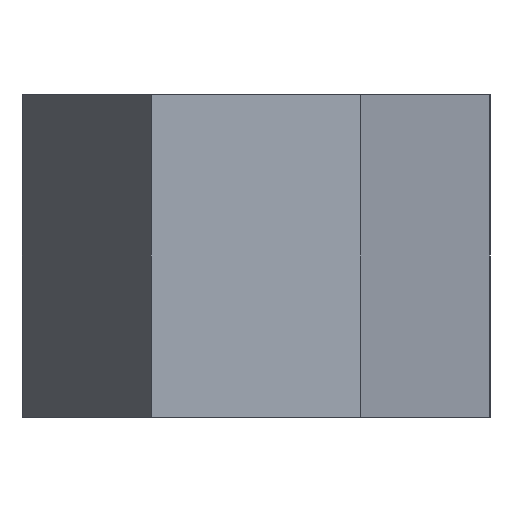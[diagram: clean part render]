
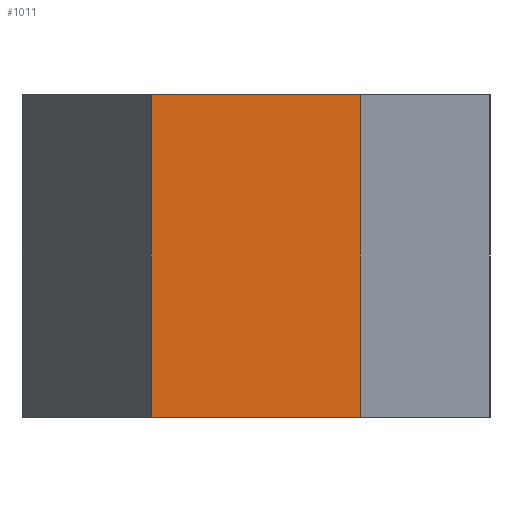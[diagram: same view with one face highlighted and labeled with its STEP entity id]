
A CAD part, left-side view. The second image highlights one B-rep face of the part: STEP entity #1011.
In plain terms, the highlighted planar face has unit normal (-1, 0, 0).
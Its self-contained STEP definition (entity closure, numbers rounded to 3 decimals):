
#651=EDGE_CURVE('',#1001,#1305,#1747,.T.);
#727=VERTEX_POINT('',#1827);
#975=VERTEX_POINT('',#2109);
#1001=VERTEX_POINT('',#2136);
#1011=ADVANCED_FACE('',(#2146),#2147,.T.);
#1107=EDGE_CURVE('',#975,#1305,#2260,.T.);
#1305=VERTEX_POINT('',#2484);
#1505=EDGE_CURVE('',#727,#1001,#2709,.T.);
#1595=EDGE_CURVE('',#975,#727,#2810,.T.);
#1747=LINE('',#2988,#2989);
#1827=CARTESIAN_POINT('',(-10.0,6.5,20.0));
#2109=CARTESIAN_POINT('',(-10.0,-6.5,20.0));
#2136=CARTESIAN_POINT('',(-10.0,6.5,0.0));
#2146=FACE_OUTER_BOUND('',#3502,.T.);
#2147=PLANE('',#3503);
#2260=LINE('',#3645,#3646);
#2484=CARTESIAN_POINT('',(-10.0,-6.5,0.0));
#2709=LINE('',#4236,#4237);
#2810=LINE('',#4369,#4370);
#2988=CARTESIAN_POINT('',(-10.0,-6.5,0.0));
#2989=VECTOR('',#4563,1.0);
#3502=EDGE_LOOP('',(#5062,#5063,#5064,#5065));
#3503=AXIS2_PLACEMENT_3D('',#5066,#5067,#5068);
#3645=CARTESIAN_POINT('',(-10.0,-6.5,20.0));
#3646=VECTOR('',#5238,1.0);
#4236=CARTESIAN_POINT('',(-10.0,6.5,20.0));
#4237=VECTOR('',#5877,1.0);
#4369=CARTESIAN_POINT('',(-10.0,-6.5,20.0));
#4370=VECTOR('',#6011,1.0);
#4563=DIRECTION('',(0.0,-1.0,0.0));
#5062=ORIENTED_EDGE('',*,*,#651,.T.);
#5063=ORIENTED_EDGE('',*,*,#1107,.F.);
#5064=ORIENTED_EDGE('',*,*,#1595,.T.);
#5065=ORIENTED_EDGE('',*,*,#1505,.T.);
#5066=CARTESIAN_POINT('',(-10.0,6.5,20.0));
#5067=DIRECTION('',(-1.0,0.0,0.0));
#5068=DIRECTION('',(0.0,0.0,-1.0));
#5238=DIRECTION('',(0.0,0.0,-1.0));
#5877=DIRECTION('',(0.0,0.0,-1.0));
#6011=DIRECTION('',(0.0,1.0,0.0));
